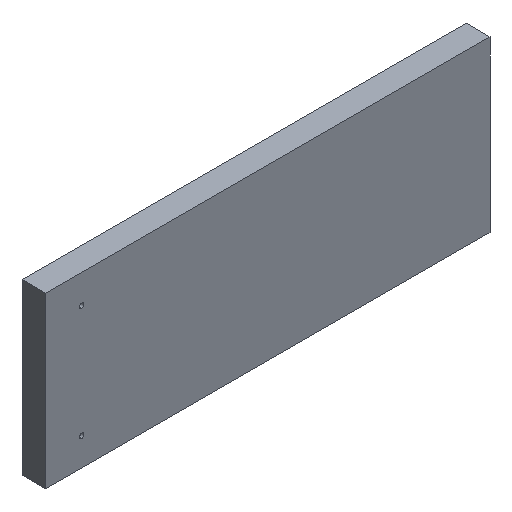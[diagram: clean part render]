
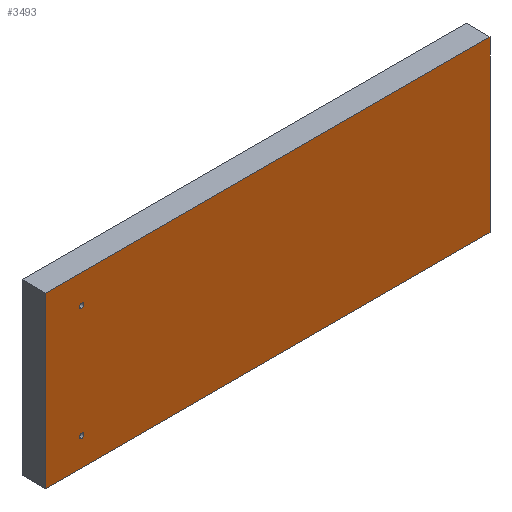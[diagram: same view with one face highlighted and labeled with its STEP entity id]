
A CAD part, isometric view. The second image highlights one B-rep face of the part: STEP entity #3493.
In plain terms, the highlighted planar face has unit normal (0, -1, 0).
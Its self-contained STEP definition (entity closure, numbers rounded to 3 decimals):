
#27 = ORIENTED_EDGE ( 'NONE', *, *, #1221, .T. ) ;
#34 = CARTESIAN_POINT ( 'NONE',  ( -167.766, 0., -23.645 ) ) ;
#48 = DIRECTION ( 'NONE',  ( 0., 0., 1. ) ) ;
#68 = CARTESIAN_POINT ( 'NONE',  ( -197.618, 0., 92.383 ) ) ;
#132 = DIRECTION ( 'NONE',  ( -1., 0., 0. ) ) ;
#143 = VECTOR ( 'NONE', #1545, 1000. ) ;
#363 = VERTEX_POINT ( 'NONE', #3322 ) ;
#364 = DIRECTION ( 'NONE',  ( 0., 0., 1. ) ) ;
#399 = DIRECTION ( 'NONE',  ( 0., 1., 0. ) ) ;
#401 = DIRECTION ( 'NONE',  ( 0., 0., 1. ) ) ;
#493 = DIRECTION ( 'NONE',  ( 0., 0., -1. ) ) ;
#514 = CARTESIAN_POINT ( 'NONE',  ( -197.618, 0., -49.011 ) ) ;
#692 = ORIENTED_EDGE ( 'NONE', *, *, #3557, .F. ) ;
#842 = VERTEX_POINT ( 'NONE', #3187 ) ;
#843 = AXIS2_PLACEMENT_3D ( 'NONE', #4073, #2219, #1078 ) ;
#950 = CIRCLE ( 'NONE', #3542, 1.85 ) ;
#1017 = VERTEX_POINT ( 'NONE', #3228 ) ;
#1078 = DIRECTION ( 'NONE',  ( 0., 0., 1. ) ) ;
#1081 = FACE_BOUND ( 'NONE', #4566, .T. ) ;
#1221 = EDGE_CURVE ( 'NONE', #363, #3602, #4731, .T. ) ;
#1439 = CIRCLE ( 'NONE', #2726, 1.85 ) ;
#1476 = DIRECTION ( 'NONE',  ( 0., 1., 0. ) ) ;
#1545 = DIRECTION ( 'NONE',  ( 1., 0., 0. ) ) ;
#1555 = CARTESIAN_POINT ( 'NONE',  ( -167.766, 0., -25.495 ) ) ;
#1566 = VERTEX_POINT ( 'NONE', #3071 ) ;
#1581 = EDGE_LOOP ( 'NONE', ( #3428, #2776, #3740, #692 ) ) ;
#1601 = DIRECTION ( 'NONE',  ( 0., 1., 0. ) ) ;
#1662 = VECTOR ( 'NONE', #493, 1000. ) ;
#1685 = VECTOR ( 'NONE', #3506, 1000. ) ;
#1756 = EDGE_CURVE ( 'NONE', #842, #2773, #1978, .T. ) ;
#1792 = CIRCLE ( 'NONE', #4069, 1.85 ) ;
#1839 = PLANE ( 'NONE',  #843 ) ;
#1978 = LINE ( 'NONE', #514, #1685 ) ;
#1984 = FACE_OUTER_BOUND ( 'NONE', #1581, .T. ) ;
#2026 = EDGE_CURVE ( 'NONE', #3602, #363, #1439, .T. ) ;
#2219 = DIRECTION ( 'NONE',  ( 0., 1., 0. ) ) ;
#2271 = EDGE_CURVE ( 'NONE', #1017, #842, #4419, .T. ) ;
#2491 = VERTEX_POINT ( 'NONE', #3317 ) ;
#2516 = EDGE_CURVE ( 'NONE', #1566, #2491, #1792, .T. ) ;
#2570 = ORIENTED_EDGE ( 'NONE', *, *, #4077, .T. ) ;
#2726 = AXIS2_PLACEMENT_3D ( 'NONE', #3816, #3454, #48 ) ;
#2773 = VERTEX_POINT ( 'NONE', #4684 ) ;
#2776 = ORIENTED_EDGE ( 'NONE', *, *, #2271, .F. ) ;
#3056 = ORIENTED_EDGE ( 'NONE', *, *, #2026, .T. ) ;
#3071 = CARTESIAN_POINT ( 'NONE',  ( -167.766, 0., 70.405 ) ) ;
#3081 = CARTESIAN_POINT ( 'NONE',  ( 173.071, 0., 92.383 ) ) ;
#3101 = CARTESIAN_POINT ( 'NONE',  ( -167.766, 0., 68.555 ) ) ;
#3158 = LINE ( 'NONE', #68, #143 ) ;
#3187 = CARTESIAN_POINT ( 'NONE',  ( -197.618, 0., -49.011 ) ) ;
#3228 = CARTESIAN_POINT ( 'NONE',  ( 173.071, 0., -49.011 ) ) ;
#3317 = CARTESIAN_POINT ( 'NONE',  ( -167.766, 0., 66.705 ) ) ;
#3322 = CARTESIAN_POINT ( 'NONE',  ( -167.766, 0., -27.345 ) ) ;
#3428 = ORIENTED_EDGE ( 'NONE', *, *, #1756, .F. ) ;
#3454 = DIRECTION ( 'NONE',  ( 0., 1., 0. ) ) ;
#3493 = ADVANCED_FACE ( 'NONE', ( #1081, #4312, #1984 ), #1839, .F. ) ;
#3506 = DIRECTION ( 'NONE',  ( 0., 0., 1. ) ) ;
#3542 = AXIS2_PLACEMENT_3D ( 'NONE', #3101, #1601, #4557 ) ;
#3557 = EDGE_CURVE ( 'NONE', #2773, #4428, #3158, .T. ) ;
#3602 = VERTEX_POINT ( 'NONE', #34 ) ;
#3653 = VECTOR ( 'NONE', #132, 1000. ) ;
#3740 = ORIENTED_EDGE ( 'NONE', *, *, #4125, .F. ) ;
#3749 = LINE ( 'NONE', #3820, #1662 ) ;
#3816 = CARTESIAN_POINT ( 'NONE',  ( -167.766, 0., -25.495 ) ) ;
#3820 = CARTESIAN_POINT ( 'NONE',  ( 173.071, 0., -49.011 ) ) ;
#3845 = EDGE_LOOP ( 'NONE', ( #4294, #2570 ) ) ;
#4069 = AXIS2_PLACEMENT_3D ( 'NONE', #4144, #1476, #401 ) ;
#4073 = CARTESIAN_POINT ( 'NONE',  ( 0., 0., 0. ) ) ;
#4077 = EDGE_CURVE ( 'NONE', #2491, #1566, #950, .T. ) ;
#4101 = AXIS2_PLACEMENT_3D ( 'NONE', #1555, #399, #364 ) ;
#4125 = EDGE_CURVE ( 'NONE', #4428, #1017, #3749, .T. ) ;
#4144 = CARTESIAN_POINT ( 'NONE',  ( -167.766, 0., 68.555 ) ) ;
#4294 = ORIENTED_EDGE ( 'NONE', *, *, #2516, .T. ) ;
#4312 = FACE_BOUND ( 'NONE', #3845, .T. ) ;
#4419 = LINE ( 'NONE', #4638, #3653 ) ;
#4428 = VERTEX_POINT ( 'NONE', #3081 ) ;
#4557 = DIRECTION ( 'NONE',  ( 0., 0., 1. ) ) ;
#4566 = EDGE_LOOP ( 'NONE', ( #3056, #27 ) ) ;
#4638 = CARTESIAN_POINT ( 'NONE',  ( -197.618, 0., -49.011 ) ) ;
#4684 = CARTESIAN_POINT ( 'NONE',  ( -197.618, 0., 92.383 ) ) ;
#4731 = CIRCLE ( 'NONE', #4101, 1.85 ) ;
